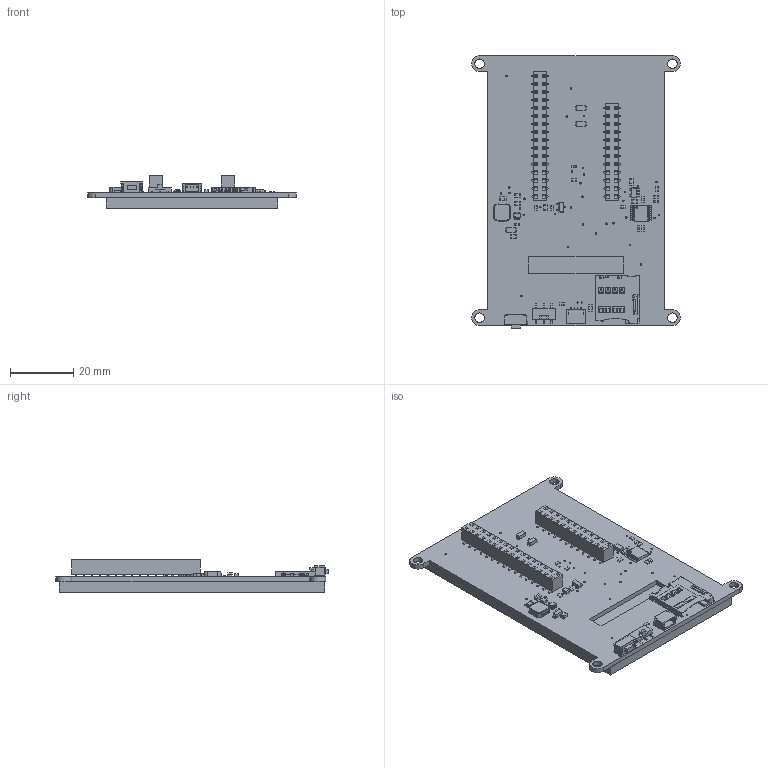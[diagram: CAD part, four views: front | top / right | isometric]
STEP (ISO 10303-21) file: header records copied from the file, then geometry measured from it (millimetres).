
FILE_DESCRIPTION(/* description */ (''),/* implementation_level */ '2;1');
FILE_NAME(/* name */ 'PCB Component.step',/* time_stamp */ '2024-07-18T16:20:30-04:00',/* author */ (''),/* organization */ (''),/* preprocessor_version */ 'ST-DEVELOPER v20',/* originating_system */ 'Autodesk Translation Framework v13.14.0.145',/* authorisation */ '');
FILE_SCHEMA (('AUTOMOTIVE_DESIGN { 1 0 10303 214 3 1 1 }'));
Products named in the file (17): PCB Component; Board; 10uF; 3.5" TFT; TPS61169; 6.8uH; MBR0540; 100K; Slide Switch; MicroSD; RESET_SUPERVISORAPX80X_SA; TSC2007PW; AP2127K-3.3; SPST_RA; STEMMA_I2C_QT; female-header-SMT-2x12 v1; header-female-smt-2x16 v1
Assembly tree (37 placements, depth 2):
  PCB Component
    Board
    10uF  x8
    3.5" TFT
    TPS61169
    6.8uH
    MBR0540  x3
    100K  x13
    Slide Switch
    MicroSD
    RESET_SUPERVISORAPX80X_SA
    TSC2007PW
    AP2127K-3.3
    SPST_RA
    STEMMA_I2C_QT
    female-header-SMT-2x12 v1
    header-female-smt-2x16 v1
Bounding box: 66.04 x 86.15 x 10.35 mm (x, y, z)
Volume: 24106.9 mm3; surface area: 23897.3 mm2
Topology: 103 solids, 103 shells, 3028 faces, 7818 edges, 5027 vertices
Faces by surface type: plane 2569, cylinder 453, cone 6
Full cylindrical faces by diameter (mm): 0.3 x1, 0.394 x11, 0.463 x1, 0.5 x36, 0.8 x4, 1 x4, 2 x4, 3 x4
Entity records: 82857 total; most frequent: CARTESIAN_POINT 14157, ORIENTED_EDGE 13908, DIRECTION 13341, EDGE_CURVE 6954, LINE 6071, VECTOR 6071, VERTEX_POINT 4451, AXIS2_PLACEMENT_3D 3635
